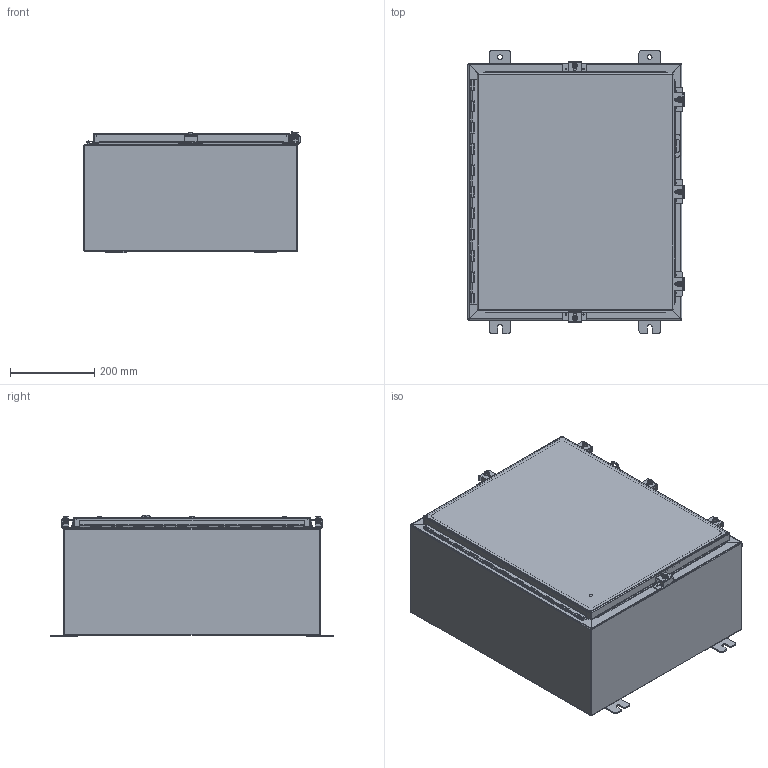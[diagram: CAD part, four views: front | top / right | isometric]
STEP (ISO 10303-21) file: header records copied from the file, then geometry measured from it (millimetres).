
FILE_DESCRIPTION (( 'STEP AP214' ), '1' );
FILE_NAME ('SSN4242010A.STEP', '2016-02-09T20:03:27', ( '' ), ( '' ), 'SwSTEP 2.0', 'SolidWorks 2014', '' );
FILE_SCHEMA (( 'AUTOMOTIVE_DESIGN' ));
Length unit declared in the file: inch
Products named in the file (19): 30824-1; 32874-24T; 38859; 32874-24; 32874-24P; SSN42420ALID; 38846; 22x18; 32912; SSN4242010ABKP; 38412; 34871; 30818; SSN4242010A; 30824; 30824-4; 32874-24L; 30824-3; 30824-2
Assembly tree (32 placements, depth 3):
  SSN4242010A
    34871  x4
    38412
    SSN4242010ABKP
    32912
    22x18
    38846
    SSN42420ALID
    32874-24
      32874-24T
      32874-24L
      32874-24P
    38859  x4
    30824  x5
      30824-1
      30824-2
      30824-3
      30824-4
    30818  x5
Bounding box: 513.48 x 673.1 x 288.42 mm (x, y, z)
Volume: 2718916.7 mm3; surface area: 2813307.9 mm2
Topology: 42 solids, 42 shells, 1656 faces, 4286 edges, 2746 vertices
Faces by surface type: cylinder 713, plane 660, bspline 155, torus 66, cone 32, sphere 30
Entity records: 37814 total; most frequent: CARTESIAN_POINT 10374, ORIENTED_EDGE 4224, DIRECTION 4198, EDGE_CURVE 2112, AXIS2_PLACEMENT_3D 1460, VERTEX_POINT 1340, LINE 1278, VECTOR 1278
